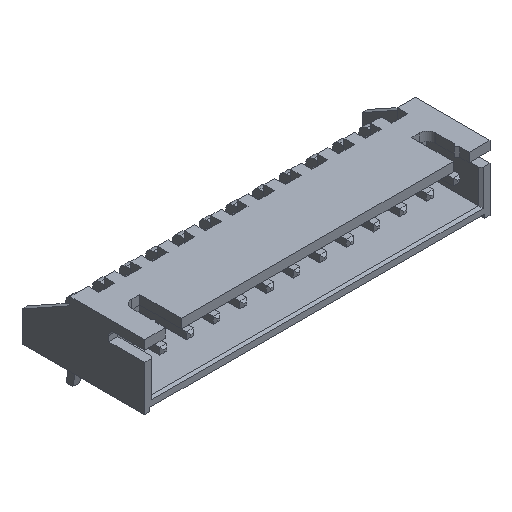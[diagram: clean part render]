
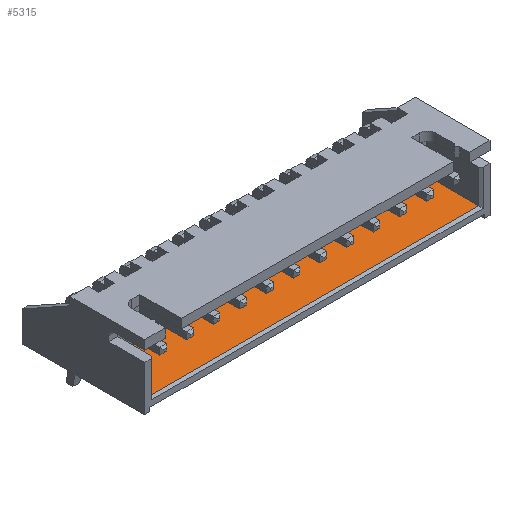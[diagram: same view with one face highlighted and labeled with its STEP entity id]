
A CAD part, isometric view. The second image highlights one B-rep face of the part: STEP entity #5315.
In plain terms, the highlighted planar face has unit normal (0, 0, 1).
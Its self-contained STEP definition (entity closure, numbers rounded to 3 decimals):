
#127 = PLANE('',#128);
#128 = AXIS2_PLACEMENT_3D('',#129,#130,#131);
#129 = CARTESIAN_POINT('',(29.1,-9.2,1.1));
#130 = DIRECTION('',(1.,0.,0.));
#131 = DIRECTION('',(0.,0.,1.));
#206 = PLANE('',#207);
#207 = AXIS2_PLACEMENT_3D('',#208,#209,#210);
#208 = CARTESIAN_POINT('',(-1.6,-9.1,1.));
#209 = DIRECTION('',(0.,-0.707,0.707
));
#210 = DIRECTION('',(1.,0.,0.));
#514 = VERTEX_POINT('',#515);
#515 = CARTESIAN_POINT('',(29.1,-9.,1.1));
#811 = EDGE_CURVE('',#514,#812,#814,.T.);
#812 = VERTEX_POINT('',#813);
#813 = CARTESIAN_POINT('',(29.1,-4.05,1.1));
#814 = SURFACE_CURVE('',#815,(#819,#826),.PCURVE_S1.);
#815 = LINE('',#816,#817);
#816 = CARTESIAN_POINT('',(29.1,-9.2,1.1));
#817 = VECTOR('',#818,1.);
#818 = DIRECTION('',(0.,1.,0.));
#819 = PCURVE('',#127,#820);
#820 = DEFINITIONAL_REPRESENTATION('',(#821),#825);
#821 = LINE('',#822,#823);
#822 = CARTESIAN_POINT('',(0.,0.));
#823 = VECTOR('',#824,1.);
#824 = DIRECTION('',(0.,-1.));
#825 = ( GEOMETRIC_REPRESENTATION_CONTEXT(2)
PARAMETRIC_REPRESENTATION_CONTEXT() REPRESENTATION_CONTEXT('2D SPACE',''
) );
#826 = PCURVE('',#827,#832);
#827 = PLANE('',#828);
#828 = AXIS2_PLACEMENT_3D('',#829,#830,#831);
#829 = CARTESIAN_POINT('',(-1.6,-9.2,1.1));
#830 = DIRECTION('',(0.,0.,-1.));
#831 = DIRECTION('',(1.,0.,0.));
#832 = DEFINITIONAL_REPRESENTATION('',(#833),#837);
#833 = LINE('',#834,#835);
#834 = CARTESIAN_POINT('',(30.7,0.));
#835 = VECTOR('',#836,1.);
#836 = DIRECTION('',(0.,-1.));
#837 = ( GEOMETRIC_REPRESENTATION_CONTEXT(2)
PARAMETRIC_REPRESENTATION_CONTEXT() REPRESENTATION_CONTEXT('2D SPACE',''
) );
#855 = PLANE('',#856);
#856 = AXIS2_PLACEMENT_3D('',#857,#858,#859);
#857 = CARTESIAN_POINT('',(29.1,-4.05,5.25));
#858 = DIRECTION('',(0.,1.,0.));
#859 = DIRECTION('',(1.,0.,0.));
#964 = VERTEX_POINT('',#965);
#965 = CARTESIAN_POINT('',(-1.6,-9.,1.1));
#988 = EDGE_CURVE('',#964,#514,#989,.T.);
#989 = SURFACE_CURVE('',#990,(#994,#1001),.PCURVE_S1.);
#990 = LINE('',#991,#992);
#991 = CARTESIAN_POINT('',(-1.6,-9.,1.1));
#992 = VECTOR('',#993,1.);
#993 = DIRECTION('',(1.,0.,0.));
#994 = PCURVE('',#206,#995);
#995 = DEFINITIONAL_REPRESENTATION('',(#996),#1000);
#996 = LINE('',#997,#998);
#997 = CARTESIAN_POINT('',(0.,0.141));
#998 = VECTOR('',#999,1.);
#999 = DIRECTION('',(1.,0.));
#1000 = ( GEOMETRIC_REPRESENTATION_CONTEXT(2)
PARAMETRIC_REPRESENTATION_CONTEXT() REPRESENTATION_CONTEXT('2D SPACE',''
) );
#1001 = PCURVE('',#827,#1002);
#1002 = DEFINITIONAL_REPRESENTATION('',(#1003),#1007);
#1003 = LINE('',#1004,#1005);
#1004 = CARTESIAN_POINT('',(0.,-0.2));
#1005 = VECTOR('',#1006,1.);
#1006 = DIRECTION('',(1.,0.));
#1007 = ( GEOMETRIC_REPRESENTATION_CONTEXT(2)
PARAMETRIC_REPRESENTATION_CONTEXT() REPRESENTATION_CONTEXT('2D SPACE',''
) );
#1051 = PLANE('',#1052);
#1052 = AXIS2_PLACEMENT_3D('',#1053,#1054,#1055);
#1053 = CARTESIAN_POINT('',(-1.6,-9.2,5.25));
#1054 = DIRECTION('',(-1.,0.,0.));
#1055 = DIRECTION('',(0.,0.,-1.));
#5315 = ADVANCED_FACE('',(#5316),#827,.F.);
#5316 = FACE_BOUND('',#5317,.F.);
#5317 = EDGE_LOOP('',(#5318,#5341,#5362,#5363));
#5318 = ORIENTED_EDGE('',*,*,#5319,.T.);
#5319 = EDGE_CURVE('',#964,#5320,#5322,.T.);
#5320 = VERTEX_POINT('',#5321);
#5321 = CARTESIAN_POINT('',(-1.6,-4.05,1.1));
#5322 = SURFACE_CURVE('',#5323,(#5327,#5334),.PCURVE_S1.);
#5323 = LINE('',#5324,#5325);
#5324 = CARTESIAN_POINT('',(-1.6,-9.2,1.1));
#5325 = VECTOR('',#5326,1.);
#5326 = DIRECTION('',(0.,1.,0.));
#5327 = PCURVE('',#827,#5328);
#5328 = DEFINITIONAL_REPRESENTATION('',(#5329),#5333);
#5329 = LINE('',#5330,#5331);
#5330 = CARTESIAN_POINT('',(0.,0.));
#5331 = VECTOR('',#5332,1.);
#5332 = DIRECTION('',(0.,-1.));
#5333 = ( GEOMETRIC_REPRESENTATION_CONTEXT(2)
PARAMETRIC_REPRESENTATION_CONTEXT() REPRESENTATION_CONTEXT('2D SPACE',''
) );
#5334 = PCURVE('',#1051,#5335);
#5335 = DEFINITIONAL_REPRESENTATION('',(#5336),#5340);
#5336 = LINE('',#5337,#5338);
#5337 = CARTESIAN_POINT('',(4.15,0.));
#5338 = VECTOR('',#5339,1.);
#5339 = DIRECTION('',(0.,-1.));
#5340 = ( GEOMETRIC_REPRESENTATION_CONTEXT(2)
PARAMETRIC_REPRESENTATION_CONTEXT() REPRESENTATION_CONTEXT('2D SPACE',''
) );
#5341 = ORIENTED_EDGE('',*,*,#5342,.T.);
#5342 = EDGE_CURVE('',#5320,#812,#5343,.T.);
#5343 = SURFACE_CURVE('',#5344,(#5348,#5355),.PCURVE_S1.);
#5344 = LINE('',#5345,#5346);
#5345 = CARTESIAN_POINT('',(-1.6,-4.05,1.1));
#5346 = VECTOR('',#5347,1.);
#5347 = DIRECTION('',(1.,0.,0.));
#5348 = PCURVE('',#827,#5349);
#5349 = DEFINITIONAL_REPRESENTATION('',(#5350),#5354);
#5350 = LINE('',#5351,#5352);
#5351 = CARTESIAN_POINT('',(0.,-5.15));
#5352 = VECTOR('',#5353,1.);
#5353 = DIRECTION('',(1.,0.));
#5354 = ( GEOMETRIC_REPRESENTATION_CONTEXT(2)
PARAMETRIC_REPRESENTATION_CONTEXT() REPRESENTATION_CONTEXT('2D SPACE',''
) );
#5355 = PCURVE('',#855,#5356);
#5356 = DEFINITIONAL_REPRESENTATION('',(#5357),#5361);
#5357 = LINE('',#5358,#5359);
#5358 = CARTESIAN_POINT('',(-30.7,4.15));
#5359 = VECTOR('',#5360,1.);
#5360 = DIRECTION('',(1.,0.));
#5361 = ( GEOMETRIC_REPRESENTATION_CONTEXT(2)
PARAMETRIC_REPRESENTATION_CONTEXT() REPRESENTATION_CONTEXT('2D SPACE',''
) );
#5362 = ORIENTED_EDGE('',*,*,#811,.F.);
#5363 = ORIENTED_EDGE('',*,*,#988,.F.);
